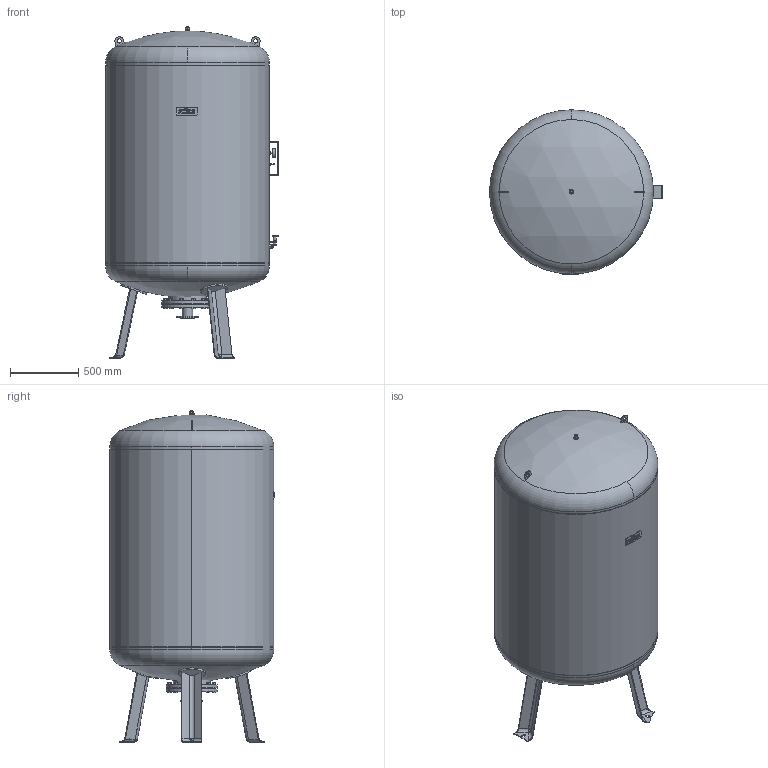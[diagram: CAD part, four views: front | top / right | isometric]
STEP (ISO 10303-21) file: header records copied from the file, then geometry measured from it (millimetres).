
FILE_DESCRIPTION((''),'2;1');
FILE_NAME('3d_G2000_6bar-7527605.stp','2009-12-29T14:08:28',(''),(''),'Mechanical Desktop 2008','Mechanical Desktop 2008',', , ');
FILE_SCHEMA(('CONFIG_CONTROL_DESIGN'));
Length unit declared in the file: millimetre
Products named in the file (1): Product
Bounding box: 1266 x 1202.44 x 2430 mm (x, y, z)
Volume: 2040835593.8 mm3; surface area: 14570670.2 mm2
Topology: 23 solids, 23 shells, 605 faces, 1452 edges, 937 vertices
Faces by surface type: plane 340, cylinder 155, cone 49, bspline 41, sphere 12, torus 8
Entity records: 18408 total; most frequent: CARTESIAN_POINT 4029, DIRECTION 2990, ORIENTED_EDGE 2872, EDGE_CURVE 1436, AXIS2_PLACEMENT_3D 1023, VECTOR 944, LINE 944, VERTEX_POINT 937
